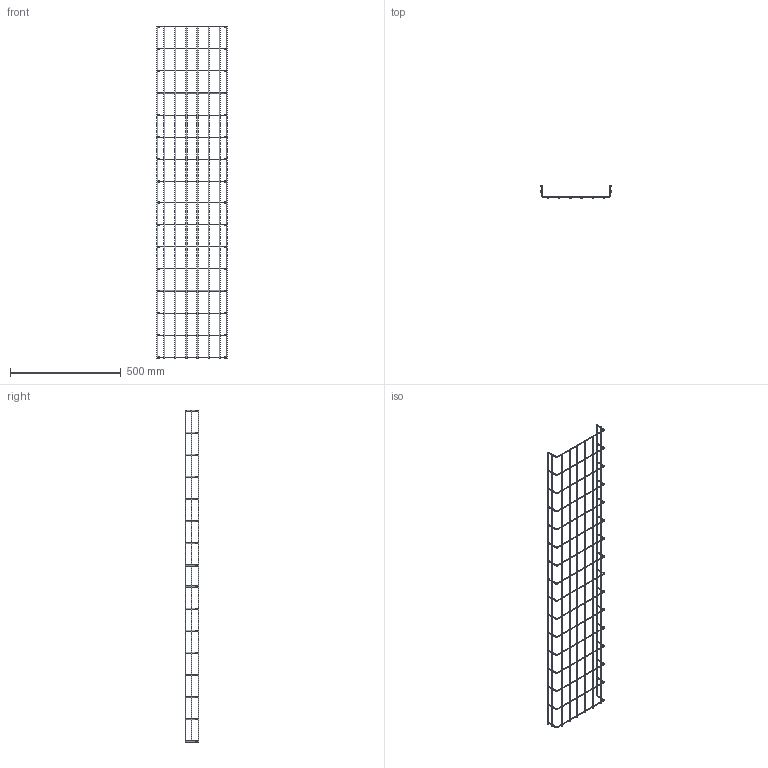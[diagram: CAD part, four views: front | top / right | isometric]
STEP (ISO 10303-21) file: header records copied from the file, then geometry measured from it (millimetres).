
FILE_DESCRIPTION (( 'STEP AP214' ), '1' );
FILE_NAME ('00406766_3D.STEP', '2022-02-09T16:06:06', ( '' ), ( '' ), 'SwSTEP 2.0', 'SolidWorks 2021', '' );
FILE_SCHEMA (( 'AUTOMOTIVE_DESIGN' ));
Length unit declared in the file: millimetre
Products named in the file (3): Cross piece^00406766; Length^00406766; 00406766_3D
Assembly tree (26 placements, depth 2):
  00406766_3D
    Cross piece^00406766  x16
    Length^00406766  x10
Bounding box: 320 x 59.98 x 1500 mm (x, y, z)
Volume: 421410.2 mm3; surface area: 338188.8 mm2
Topology: 26 solids, 26 shells, 232 faces, 476 edges, 296 vertices
Faces by surface type: cylinder 116, torus 64, plane 52
Entity records: 726 total; most frequent: DIRECTION 138, CARTESIAN_POINT 109, AXIS2_PLACEMENT_3D 65, ORIENTED_EDGE 64, EDGE_CURVE 32, PRODUCT_DEFINITION_SHAPE 29, CONTEXT_DEPENDENT_SHAPE_REPRESENTATION 26, ITEM_DEFINED_TRANSFORMATION 26
